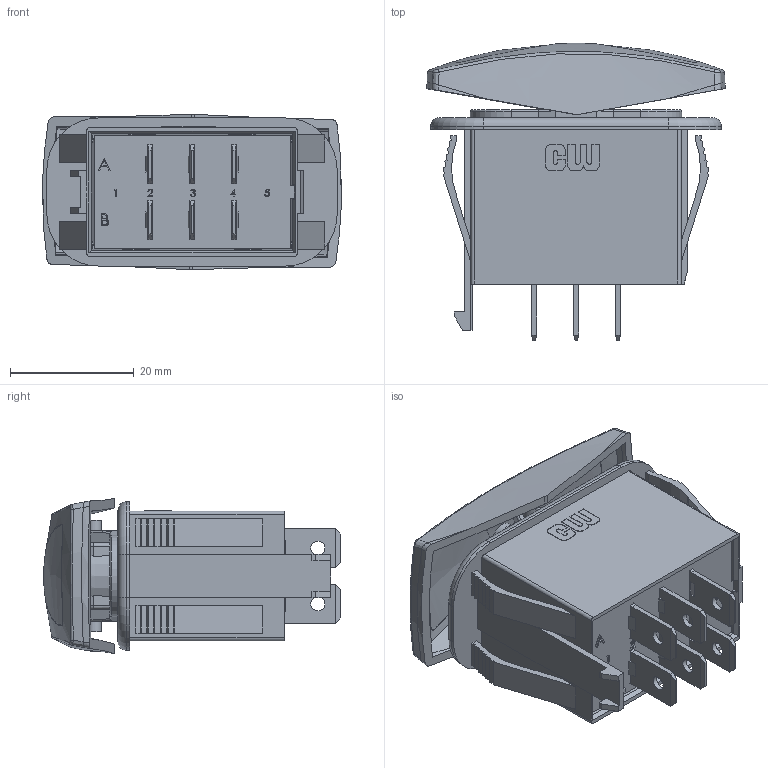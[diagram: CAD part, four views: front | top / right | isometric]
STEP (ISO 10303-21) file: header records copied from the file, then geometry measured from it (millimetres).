
FILE_DESCRIPTION(/* description */ (''),/* implementation_level */ '2;1');
FILE_NAME(/* name */ 'GRB292E_3D Model.stp',/* time_stamp */ '2020-07-20T10:19:02-04:00',/* author */ ('dwiltbank'),/* organization */ (''),/* preprocessor_version */ 'ST-DEVELOPER v18.1',/* originating_system */ 'Autodesk Inventor 2020',/* authorisation */ '');
FILE_SCHEMA (('AUTOMOTIVE_DESIGN { 1 0 10303 214 3 1 1 }'));
Length unit declared in the file: inch
Products named in the file (1): GRB292E_3D Model mm
Bounding box: 48.34 x 48.1 x 25.14 mm (x, y, z)
Volume: 2 mm3; surface area: 14211.8 mm2
Topology: 2 solids, 20 shells, 539 faces, 1883 edges, 1361 vertices
Faces by surface type: plane 348, cylinder 83, bspline 81, cone 15, torus 12
Full cylindrical faces by diameter (mm): 2.286 x6, 2.6 x2, 4 x1
Entity records: 29233 total; most frequent: CARTESIAN_POINT 13127, ORIENTED_EDGE 3148, DIRECTION 2834, EDGE_CURVE 1883, LINE 1418, VECTOR 1418, VERTEX_POINT 1361, AXIS2_PLACEMENT_3D 708
